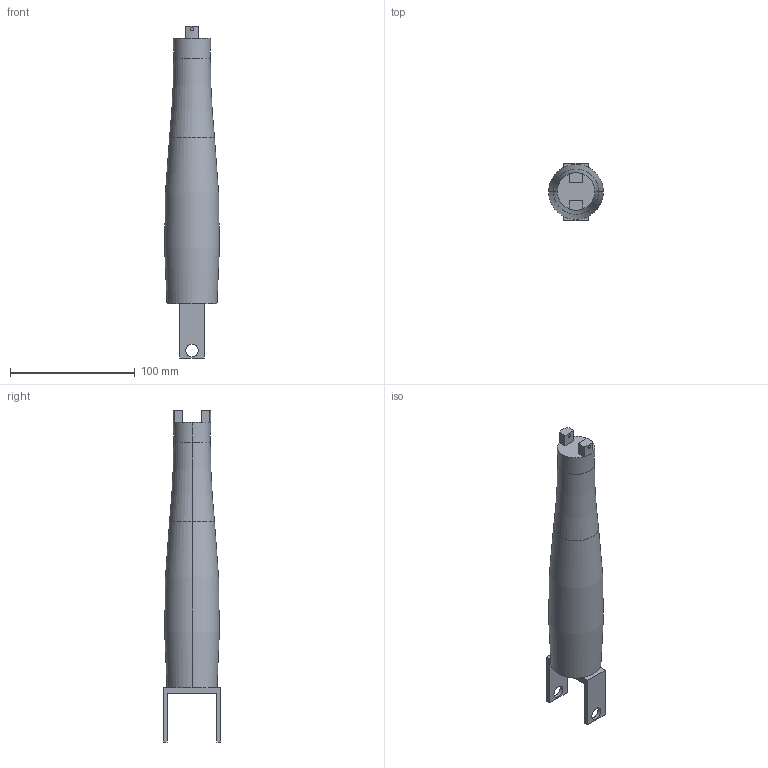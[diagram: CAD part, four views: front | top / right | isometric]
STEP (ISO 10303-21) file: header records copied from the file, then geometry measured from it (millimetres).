
FILE_DESCRIPTION (( 'STEP AP203' ), '1' );
FILE_NAME ('Link2_F1_Default_sldprt.STEP', '2020-11-04T16:16:35', ( '' ), ( '' ), 'SwSTEP 2.0', 'SolidWorks 2020', '' );
FILE_SCHEMA (( 'CONFIG_CONTROL_DESIGN' ));
Length unit declared in the file: millimetre
Products named in the file (1): Link2_F1_Default_sldprt
Bounding box: 43.85 x 46 x 266 mm (x, y, z)
Volume: 255432.5 mm3; surface area: 32498 mm2
Topology: 1 solids, 1 shells, 46 faces, 104 edges, 64 vertices
Faces by surface type: plane 26, cylinder 14, torus 6
Entity records: 1437 total; most frequent: CARTESIAN_POINT 291, DIRECTION 238, ORIENTED_EDGE 208, EDGE_CURVE 104, AXIS2_PLACEMENT_3D 91, VERTEX_POINT 64, LINE 56, VECTOR 56
